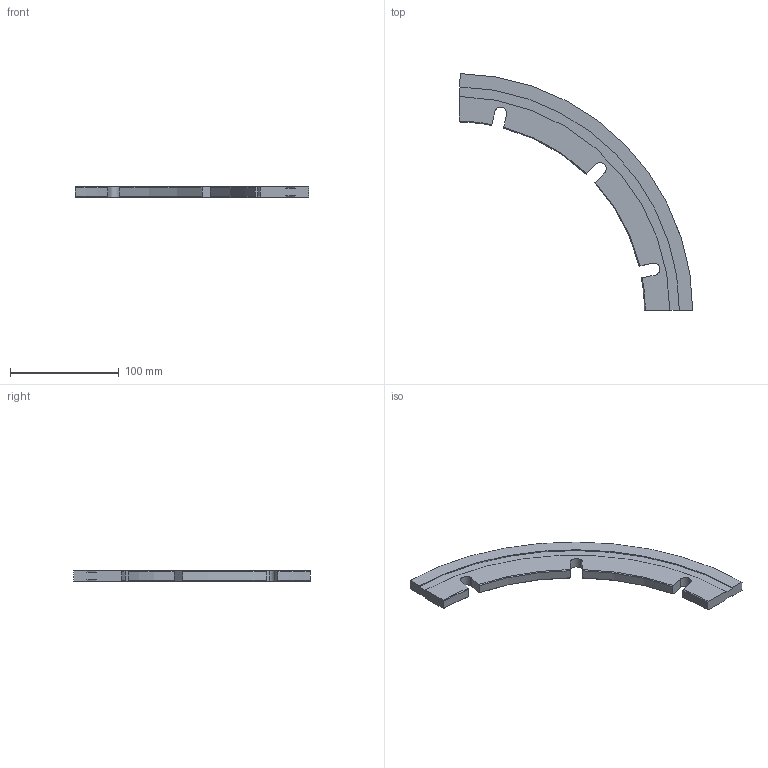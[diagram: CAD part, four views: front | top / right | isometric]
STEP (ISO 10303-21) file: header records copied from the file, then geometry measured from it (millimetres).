
FILE_DESCRIPTION (( 'STEP AP203' ), '1' );
FILE_NAME ('M56512.STEP', '2022-04-25T21:27:50', ( '' ), ( '' ), 'SwSTEP 2.0', 'SolidWorks 2020', '' );
FILE_SCHEMA (( 'CONFIG_CONTROL_DESIGN' ));
Length unit declared in the file: inch
Products named in the file (1): M56512
Bounding box: 214.38 x 217.45 x 9.49 mm (x, y, z)
Volume: 115706.5 mm3; surface area: 34483.8 mm2
Topology: 1 solids, 1 shells, 38 faces, 108 edges, 72 vertices
Faces by surface type: cylinder 14, plane 14, cone 8, torus 2
Entity records: 1346 total; most frequent: CARTESIAN_POINT 255, DIRECTION 217, ORIENTED_EDGE 216, EDGE_CURVE 108, AXIS2_PLACEMENT_3D 82, VERTEX_POINT 72, VECTOR 53, LINE 53
